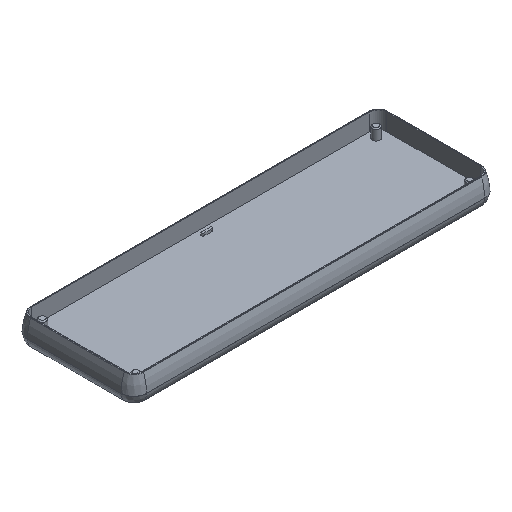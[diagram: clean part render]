
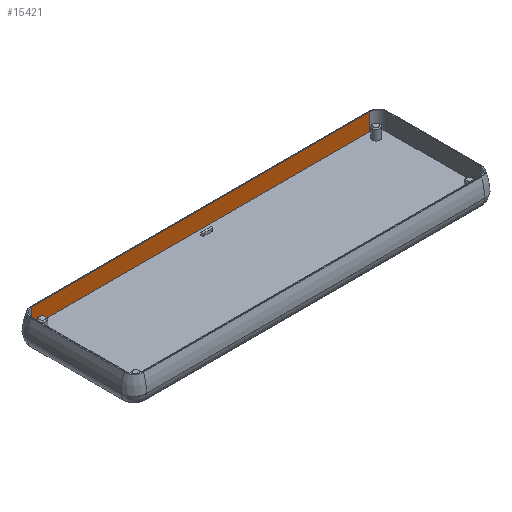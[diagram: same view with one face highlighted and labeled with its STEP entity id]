
A CAD part, isometric view. The second image highlights one B-rep face of the part: STEP entity #15421.
In plain terms, the highlighted free-form (B-spline) face has degree [1, 1] with [2, 2] control points.
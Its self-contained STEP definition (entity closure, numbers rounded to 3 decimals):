
#9192 = B_SPLINE_SURFACE_WITH_KNOTS('',1,1,(
    (#9193,#9194)
    ,(#9195,#9196
    )),.UNSPECIFIED.,.F.,.F.,.F.,(2,2),(2,2),(0.,165.5),(0.,51.63),
  .PIECEWISE_BEZIER_KNOTS.);
#9193 = CARTESIAN_POINT('',(143.004,-14.249,0.));
#9194 = CARTESIAN_POINT('',(143.004,37.381,0.));
#9195 = CARTESIAN_POINT('',(-22.496,-14.249,0.));
#9196 = CARTESIAN_POINT('',(-22.496,37.381,0.));
#10450 = B_SPLINE_SURFACE_WITH_KNOTS('',1,1,(
    (#10451,#10452)
    ,(#10453,#10454
    )),.UNSPECIFIED.,.F.,.F.,.F.,(2,2),(2,2),(0.,166.219),(0.,
    52.349),.PIECEWISE_BEZIER_KNOTS.);
#10451 = CARTESIAN_POINT('',(143.364,-14.608,-8.));
#10452 = CARTESIAN_POINT('',(143.364,37.741,-8.));
#10453 = CARTESIAN_POINT('',(-22.855,-14.608,-8.));
#10454 = CARTESIAN_POINT('',(-22.855,37.741,-8.));
#11930 = VERTEX_POINT('',#11931);
#11931 = CARTESIAN_POINT('',(-18.496,-14.249,-8.));
#11969 = ( BOUNDED_SURFACE() B_SPLINE_SURFACE(1,2,(
    (#11970,#11971,#11972,#11973,#11974,#11975,#11976,#11977,#11978)
    ,(#11979,#11980,#11981,#11982,#11983,#11984,#11985,#11986,#11987
)),.UNSPECIFIED.,.F.,.T.,.F.) B_SPLINE_SURFACE_WITH_KNOTS((2,2),(1,2,2,2
    ,2,2,1),(-1.,1.),(-6.283,0.,6.283,12.566,
    18.85,25.133,31.416),.UNSPECIFIED.) 
GEOMETRIC_REPRESENTATION_ITEM() RATIONAL_B_SPLINE_SURFACE((
    (1.,0.707,1.,0.707,1.,0.707,1.
      ,0.707,1.)
    ,(1.,0.707,1.,0.707,1.,0.707,1.
,0.707,1.))) REPRESENTATION_ITEM('') SURFACE() );
#11970 = CARTESIAN_POINT('',(-22.496,-10.249,0.));
#11971 = CARTESIAN_POINT('',(-22.496,-6.249,0.));
#11972 = CARTESIAN_POINT('',(-18.496,-6.249,0.));
#11973 = CARTESIAN_POINT('',(-14.496,-6.249,0.));
#11974 = CARTESIAN_POINT('',(-14.496,-10.249,0.));
#11975 = CARTESIAN_POINT('',(-14.496,-14.249,0.));
#11976 = CARTESIAN_POINT('',(-18.496,-14.249,0.));
#11977 = CARTESIAN_POINT('',(-22.496,-14.249,0.));
#11978 = CARTESIAN_POINT('',(-22.496,-10.249,0.));
#11979 = CARTESIAN_POINT('',(-22.496,-10.249,-8.));
#11980 = CARTESIAN_POINT('',(-22.496,-6.249,-8.));
#11981 = CARTESIAN_POINT('',(-18.496,-6.249,-8.));
#11982 = CARTESIAN_POINT('',(-14.496,-6.249,-8.));
#11983 = CARTESIAN_POINT('',(-14.496,-10.249,-8.));
#11984 = CARTESIAN_POINT('',(-14.496,-14.249,-8.));
#11985 = CARTESIAN_POINT('',(-18.496,-14.249,-8.));
#11986 = CARTESIAN_POINT('',(-22.496,-14.249,-8.));
#11987 = CARTESIAN_POINT('',(-22.496,-10.249,-8.));
#12017 = EDGE_CURVE('',#12018,#11930,#12020,.T.);
#12018 = VERTEX_POINT('',#12019);
#12019 = CARTESIAN_POINT('',(139.004,-14.249,-8.));
#12020 = SURFACE_CURVE('',#12021,(#12024,#12030),.PCURVE_S1.);
#12021 = B_SPLINE_CURVE_WITH_KNOTS('',1,(#12022,#12023),.UNSPECIFIED.,
  .F.,.F.,(2,2),(0.,1.),.PIECEWISE_BEZIER_KNOTS.);
#12022 = CARTESIAN_POINT('',(139.004,-14.249,-8.));
#12023 = CARTESIAN_POINT('',(-18.496,-14.249,-8.));
#12024 = PCURVE('',#10450,#12025);
#12025 = DEFINITIONAL_REPRESENTATION('',(#12026),#12029);
#12026 = B_SPLINE_CURVE_WITH_KNOTS('',1,(#12027,#12028),.UNSPECIFIED.,
  .F.,.F.,(2,2),(0.,1.),.PIECEWISE_BEZIER_KNOTS.);
#12027 = CARTESIAN_POINT('',(4.36,0.36));
#12028 = CARTESIAN_POINT('',(161.86,0.36));
#12029 = ( GEOMETRIC_REPRESENTATION_CONTEXT(2) 
PARAMETRIC_REPRESENTATION_CONTEXT() REPRESENTATION_CONTEXT('2D SPACE',''
  ) );
#12030 = PCURVE('',#12031,#12036);
#12031 = B_SPLINE_SURFACE_WITH_KNOTS('',1,1,(
    (#12032,#12033)
    ,(#12034,#12035
    )),.UNSPECIFIED.,.F.,.F.,.F.,(2,2),(2,2),(0.,8.),(0.,157.5),
  .PIECEWISE_BEZIER_KNOTS.);
#12032 = CARTESIAN_POINT('',(-18.496,-14.249,-8.));
#12033 = CARTESIAN_POINT('',(139.004,-14.249,-8.));
#12034 = CARTESIAN_POINT('',(-18.496,-14.249,0.));
#12035 = CARTESIAN_POINT('',(139.004,-14.249,0.));
#12036 = DEFINITIONAL_REPRESENTATION('',(#12037),#12040);
#12037 = B_SPLINE_CURVE_WITH_KNOTS('',1,(#12038,#12039),.UNSPECIFIED.,
  .F.,.F.,(2,2),(0.,1.),.PIECEWISE_BEZIER_KNOTS.);
#12038 = CARTESIAN_POINT('',(0.,157.5));
#12039 = CARTESIAN_POINT('',(0.,0.));
#12040 = ( GEOMETRIC_REPRESENTATION_CONTEXT(2) 
PARAMETRIC_REPRESENTATION_CONTEXT() REPRESENTATION_CONTEXT('2D SPACE',''
  ) );
#12082 = ( BOUNDED_SURFACE() B_SPLINE_SURFACE(1,2,(
    (#12083,#12084,#12085,#12086,#12087,#12088,#12089,#12090,#12091)
    ,(#12092,#12093,#12094,#12095,#12096,#12097,#12098,#12099,#12100
)),.UNSPECIFIED.,.F.,.T.,.F.) B_SPLINE_SURFACE_WITH_KNOTS((2,2),(1,2,2,2
    ,2,2,1),(-1.,1.),(-6.283,0.,6.283,12.566,
    18.85,25.133,31.416),.UNSPECIFIED.) 
GEOMETRIC_REPRESENTATION_ITEM() RATIONAL_B_SPLINE_SURFACE((
    (1.,0.707,1.,0.707,1.,0.707,1.
      ,0.707,1.)
    ,(1.,0.707,1.,0.707,1.,0.707,1.
,0.707,1.))) REPRESENTATION_ITEM('') SURFACE() );
#12083 = CARTESIAN_POINT('',(139.004,-14.249,0.));
#12084 = CARTESIAN_POINT('',(135.004,-14.249,0.));
#12085 = CARTESIAN_POINT('',(135.004,-10.249,0.));
#12086 = CARTESIAN_POINT('',(135.004,-6.249,0.));
#12087 = CARTESIAN_POINT('',(139.004,-6.249,0.));
#12088 = CARTESIAN_POINT('',(143.004,-6.249,0.));
#12089 = CARTESIAN_POINT('',(143.004,-10.249,0.));
#12090 = CARTESIAN_POINT('',(143.004,-14.249,0.));
#12091 = CARTESIAN_POINT('',(139.004,-14.249,0.));
#12092 = CARTESIAN_POINT('',(139.004,-14.249,-8.));
#12093 = CARTESIAN_POINT('',(135.004,-14.249,-8.));
#12094 = CARTESIAN_POINT('',(135.004,-10.249,-8.));
#12095 = CARTESIAN_POINT('',(135.004,-6.249,-8.));
#12096 = CARTESIAN_POINT('',(139.004,-6.249,-8.));
#12097 = CARTESIAN_POINT('',(143.004,-6.249,-8.));
#12098 = CARTESIAN_POINT('',(143.004,-10.249,-8.));
#12099 = CARTESIAN_POINT('',(143.004,-14.249,-8.));
#12100 = CARTESIAN_POINT('',(139.004,-14.249,-8.));
#15134 = VERTEX_POINT('',#15135);
#15135 = CARTESIAN_POINT('',(139.004,-14.249,0.));
#15202 = EDGE_CURVE('',#15134,#15203,#15205,.T.);
#15203 = VERTEX_POINT('',#15204);
#15204 = CARTESIAN_POINT('',(-18.496,-14.249,0.));
#15205 = SURFACE_CURVE('',#15206,(#15209,#15215),.PCURVE_S1.);
#15206 = B_SPLINE_CURVE_WITH_KNOTS('',1,(#15207,#15208),.UNSPECIFIED.,
  .F.,.F.,(2,2),(0.,1.),.PIECEWISE_BEZIER_KNOTS.);
#15207 = CARTESIAN_POINT('',(139.004,-14.249,0.));
#15208 = CARTESIAN_POINT('',(-18.496,-14.249,0.));
#15209 = PCURVE('',#9192,#15210);
#15210 = DEFINITIONAL_REPRESENTATION('',(#15211),#15214);
#15211 = B_SPLINE_CURVE_WITH_KNOTS('',1,(#15212,#15213),.UNSPECIFIED.,
  .F.,.F.,(2,2),(0.,1.),.PIECEWISE_BEZIER_KNOTS.);
#15212 = CARTESIAN_POINT('',(4.,0.));
#15213 = CARTESIAN_POINT('',(161.5,0.));
#15214 = ( GEOMETRIC_REPRESENTATION_CONTEXT(2) 
PARAMETRIC_REPRESENTATION_CONTEXT() REPRESENTATION_CONTEXT('2D SPACE',''
  ) );
#15215 = PCURVE('',#12031,#15216);
#15216 = DEFINITIONAL_REPRESENTATION('',(#15217),#15220);
#15217 = B_SPLINE_CURVE_WITH_KNOTS('',1,(#15218,#15219),.UNSPECIFIED.,
  .F.,.F.,(2,2),(0.,1.),.PIECEWISE_BEZIER_KNOTS.);
#15218 = CARTESIAN_POINT('',(8.,157.5));
#15219 = CARTESIAN_POINT('',(8.,0.));
#15220 = ( GEOMETRIC_REPRESENTATION_CONTEXT(2) 
PARAMETRIC_REPRESENTATION_CONTEXT() REPRESENTATION_CONTEXT('2D SPACE',''
  ) );
#15403 = EDGE_CURVE('',#11930,#15203,#15404,.T.);
#15404 = SURFACE_CURVE('',#15405,(#15408,#15414),.PCURVE_S1.);
#15405 = B_SPLINE_CURVE_WITH_KNOTS('',1,(#15406,#15407),.UNSPECIFIED.,
  .F.,.F.,(2,2),(0.,1.),.PIECEWISE_BEZIER_KNOTS.);
#15406 = CARTESIAN_POINT('',(-18.496,-14.249,-8.));
#15407 = CARTESIAN_POINT('',(-18.496,-14.249,0.));
#15408 = PCURVE('',#11969,#15409);
#15409 = DEFINITIONAL_REPRESENTATION('',(#15410),#15413);
#15410 = B_SPLINE_CURVE_WITH_KNOTS('',1,(#15411,#15412),.UNSPECIFIED.,
  .F.,.F.,(2,2),(0.,1.),.PIECEWISE_BEZIER_KNOTS.);
#15411 = CARTESIAN_POINT('',(1.,18.85));
#15412 = CARTESIAN_POINT('',(-1.,18.85));
#15413 = ( GEOMETRIC_REPRESENTATION_CONTEXT(2) 
PARAMETRIC_REPRESENTATION_CONTEXT() REPRESENTATION_CONTEXT('2D SPACE',''
  ) );
#15414 = PCURVE('',#12031,#15415);
#15415 = DEFINITIONAL_REPRESENTATION('',(#15416),#15419);
#15416 = B_SPLINE_CURVE_WITH_KNOTS('',1,(#15417,#15418),.UNSPECIFIED.,
  .F.,.F.,(2,2),(0.,1.),.PIECEWISE_BEZIER_KNOTS.);
#15417 = CARTESIAN_POINT('',(0.,0.));
#15418 = CARTESIAN_POINT('',(8.,0.));
#15419 = ( GEOMETRIC_REPRESENTATION_CONTEXT(2) 
PARAMETRIC_REPRESENTATION_CONTEXT() REPRESENTATION_CONTEXT('2D SPACE',''
  ) );
#15421 = ADVANCED_FACE('',(#15422),#12031,.T.);
#15422 = FACE_BOUND('',#15423,.T.);
#15423 = EDGE_LOOP('',(#15424,#15425,#15426,#15444));
#15424 = ORIENTED_EDGE('',*,*,#15403,.T.);
#15425 = ORIENTED_EDGE('',*,*,#15202,.F.);
#15426 = ORIENTED_EDGE('',*,*,#15427,.F.);
#15427 = EDGE_CURVE('',#12018,#15134,#15428,.T.);
#15428 = SURFACE_CURVE('',#15429,(#15432,#15438),.PCURVE_S1.);
#15429 = B_SPLINE_CURVE_WITH_KNOTS('',1,(#15430,#15431),.UNSPECIFIED.,
  .F.,.F.,(2,2),(0.,1.),.PIECEWISE_BEZIER_KNOTS.);
#15430 = CARTESIAN_POINT('',(139.004,-14.249,-8.));
#15431 = CARTESIAN_POINT('',(139.004,-14.249,
    0.));
#15432 = PCURVE('',#12031,#15433);
#15433 = DEFINITIONAL_REPRESENTATION('',(#15434),#15437);
#15434 = B_SPLINE_CURVE_WITH_KNOTS('',1,(#15435,#15436),.UNSPECIFIED.,
  .F.,.F.,(2,2),(0.,1.),.PIECEWISE_BEZIER_KNOTS.);
#15435 = CARTESIAN_POINT('',(0.,157.5));
#15436 = CARTESIAN_POINT('',(8.,157.5));
#15437 = ( GEOMETRIC_REPRESENTATION_CONTEXT(2) 
PARAMETRIC_REPRESENTATION_CONTEXT() REPRESENTATION_CONTEXT('2D SPACE',''
  ) );
#15438 = PCURVE('',#12082,#15439);
#15439 = DEFINITIONAL_REPRESENTATION('',(#15440),#15443);
#15440 = B_SPLINE_CURVE_WITH_KNOTS('',1,(#15441,#15442),.UNSPECIFIED.,
  .F.,.F.,(2,2),(0.,1.),.PIECEWISE_BEZIER_KNOTS.);
#15441 = CARTESIAN_POINT('',(1.,25.133));
#15442 = CARTESIAN_POINT('',(-1.,25.133));
#15443 = ( GEOMETRIC_REPRESENTATION_CONTEXT(2) 
PARAMETRIC_REPRESENTATION_CONTEXT() REPRESENTATION_CONTEXT('2D SPACE',''
  ) );
#15444 = ORIENTED_EDGE('',*,*,#12017,.T.);
